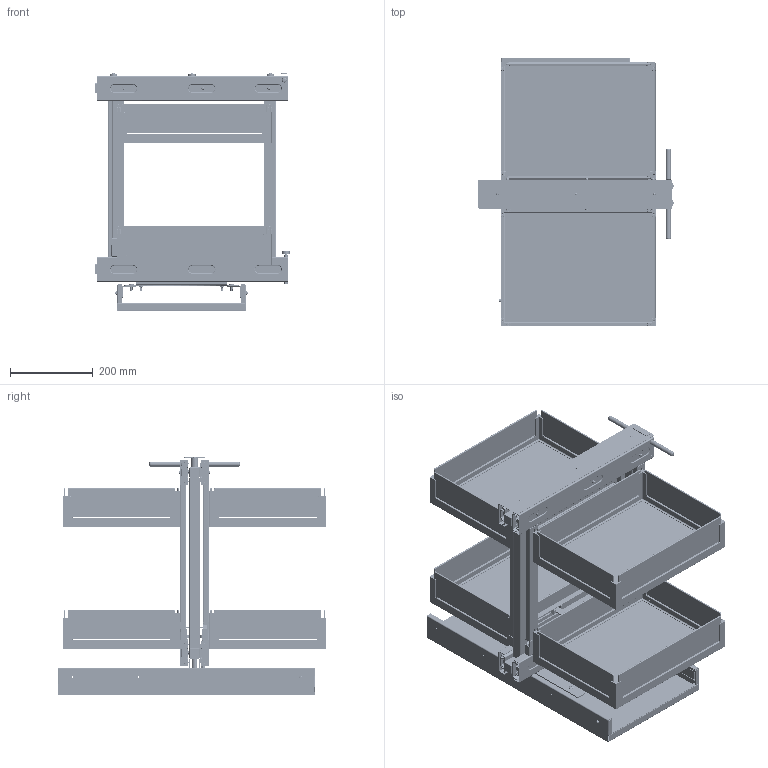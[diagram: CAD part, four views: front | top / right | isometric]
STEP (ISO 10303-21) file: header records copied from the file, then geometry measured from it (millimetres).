
FILE_DESCRIPTION((''),'2;1');
FILE_NAME('871-ZU-ZHUANG-_ASM','2025-06-23T',('Administrator'),(''),'PRO/ENGINEER BY PARAMETRIC TECHNOLOGY CORPORATION, 2010280','PRO/ENGINEER BY PARAMETRIC TECHNOLOGY CORPORATION, 2010280','');
FILE_SCHEMA(('AUTOMOTIVE_DESIGN_CC2 { 1 2 10303 214 -1 1 5 2 }'));
Products named in the file (49): A-DI-HENG-TIAO__BO_Z_A; A-DI-SHU-TIAO__BO_Z_A; CHANG-DAO-GUI__BO_Z_A; A-YOU__BO_Z_A; A-ZUO__BO_Z_A; A-BAN__BO_Z_A; A-BAN-1__BO_Z_A; C-JIA__BO_Z_A; 5301-450____-10127-_BO_Z_A; 5301-450____-15397-_BO_Z_A; 5301-450____-26369-_BO_Z_A; 5301-450-_BO_Z_A_ASM; B-GUA-BAN-HENG-TIAO-SHANG__BO_A; B-GUAN__BO_Z_A; B-GUA-BAN-HENG-TIAO-XIA__BO_Z_A; B-GUAN_-AAA_BO_Z_A; HENG-GUAN-YOU_BO_Z_A; B-YOU__BO_Z_A_ASM; HENG-GUAN-ZUO_BO_Z_A; B-ZUO__BO_Z_A_ASM; SUOLIAOJIAN__BO_Z_A; GAIBAN__BO_Z_A; BASHOU__BO_Z_A; DIJIA-GAIBAN__BO_Z_A; JIAO__BO_Z_A; ZU--LI-QI_BO_Z_A; DING-WEI_BO_Z_A; M4X10_BO_Z_A; M4X10-LUOMU_BO_Z_A; CJ-M6X14_BO_Z_A; YUANJI-M6X16_BO_Z_A; JIA-ZHI_BO_Z_A; M8X16_BO_Z_A; CJ-M4X18_BO_Z_A; FENG-KOU-JIAN_BO_Z_A; CJ-M4X14_BO_Z_A; M4X8_BO_Z_A; YJ-M4X30_BO_Z_A; 871-HOU-_A; GOU-2_A ...
Assembly tree (112 placements, depth 3):
  871-ZU-ZHUANG-_ASM
    A-DI-HENG-TIAO__BO_Z_A  x2
    A-DI-SHU-TIAO__BO_Z_A  x4
    CHANG-DAO-GUI__BO_Z_A  x2
    A-YOU__BO_Z_A
    A-ZUO__BO_Z_A
    A-BAN__BO_Z_A
    A-BAN-1__BO_Z_A  x2
    C-JIA__BO_Z_A
    5301-450-_BO_Z_A_ASM  x4
      5301-450____-10127-_BO_Z_A
      5301-450____-15397-_BO_Z_A
      5301-450____-26369-_BO_Z_A
    B-YOU__BO_Z_A_ASM
      B-GUA-BAN-HENG-TIAO-SHANG__BO_A
      B-GUAN__BO_Z_A  x2
      B-GUA-BAN-HENG-TIAO-XIA__BO_Z_A
      B-GUAN_-AAA_BO_Z_A
      HENG-GUAN-YOU_BO_Z_A
    B-ZUO__BO_Z_A_ASM
      B-GUA-BAN-HENG-TIAO-SHANG__BO_A
      B-GUAN__BO_Z_A
      B-GUAN_-AAA_BO_Z_A
      HENG-GUAN-ZUO_BO_Z_A
      B-GUA-BAN-HENG-TIAO-XIA__BO_Z_A
    SUOLIAOJIAN__BO_Z_A  x3
    GAIBAN__BO_Z_A
    BASHOU__BO_Z_A  x2
    DIJIA-GAIBAN__BO_Z_A  x2
    JIAO__BO_Z_A  x2
    ZU--LI-QI_BO_Z_A  x2
    DING-WEI_BO_Z_A
    M4X10_BO_Z_A  x4
    M4X10-LUOMU_BO_Z_A  x8
    CJ-M6X14_BO_Z_A  x4
    YUANJI-M6X16_BO_Z_A  x4
    JIA-ZHI_BO_Z_A  x2
    M8X16_BO_Z_A  x2
    CJ-M4X18_BO_Z_A  x4
    FENG-KOU-JIAN_BO_Z_A  x4
    CJ-M4X14_BO_Z_A  x2
    M4X8_BO_Z_A  x8
    YJ-M4X30_BO_Z_A  x3
    871-LAN_A_ASM  x4
      871-HOU-_A
      GOU-2_A
      PIAN-2_A
      LV--244_A
      LV--335_A
      CE-GUA-QIAN-ZHUAN-JIAO-JIAN_A
      358X266-BAN_A
      4X70X351_A
      4X70X260_A
Bounding box: 473 x 650.8 x 577.21 mm (x, y, z)
Volume: 6526614.7 mm3; surface area: 5351814.7 mm2
Topology: 165 solids, 165 shells, 14662 faces, 40066 edges, 25848 vertices
Faces by surface type: plane 6672, cylinder 6215, bspline 711, torus 652, cone 286, sphere 118, revolution 8
Entity records: 184130 total; most frequent: CARTESIAN_POINT 70022, ORIENTED_EDGE 19790, DIRECTION 18334, EDGE_CURVE 9895, VERTEX_POINT 6373, AXIS2_PLACEMENT_3D 6265, PRESENTATION_STYLE_ASSIGNMENT 6217, STYLED_ITEM 6217
